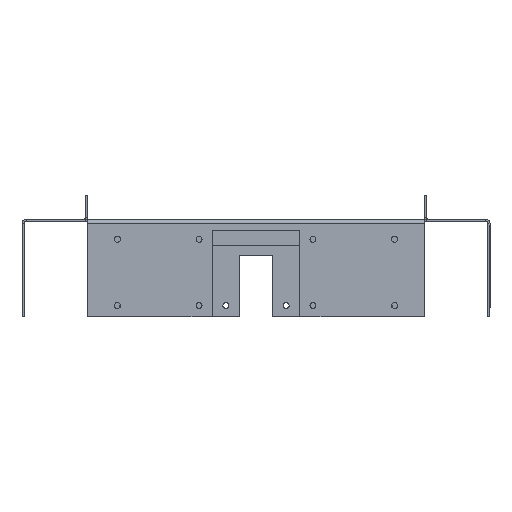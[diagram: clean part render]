
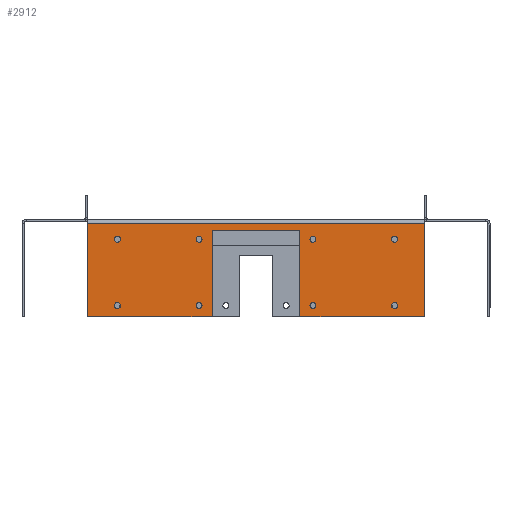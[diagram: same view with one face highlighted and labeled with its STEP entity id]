
A CAD part, front view. The second image highlights one B-rep face of the part: STEP entity #2912.
In plain terms, the highlighted planar face has unit normal (0, -1, 0).
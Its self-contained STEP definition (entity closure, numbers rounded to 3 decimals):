
#71=PLANE('',#3165);
#286=LINE('',#4622,#550);
#290=LINE('',#4630,#554);
#293=LINE('',#4636,#557);
#296=LINE('',#4642,#560);
#303=LINE('',#4657,#567);
#305=LINE('',#4662,#569);
#309=LINE('',#4672,#573);
#311=LINE('',#4675,#575);
#550=VECTOR('',#3769,66.2);
#554=VECTOR('',#3775,65.475);
#557=VECTOR('',#3780,65.475);
#560=VECTOR('',#3785,94.2);
#567=VECTOR('',#3796,254.6);
#569=VECTOR('',#3804,70.475);
#573=VECTOR('',#3818,70.475);
#575=VECTOR('',#3822,94.2);
#711=FACE_BOUND('',#1097,.T.);
#712=FACE_BOUND('',#1098,.T.);
#713=FACE_BOUND('',#1099,.T.);
#714=FACE_BOUND('',#1100,.T.);
#715=FACE_BOUND('',#1101,.T.);
#716=FACE_BOUND('',#1102,.T.);
#717=FACE_BOUND('',#1103,.T.);
#718=FACE_BOUND('',#1104,.T.);
#880=FACE_OUTER_BOUND('',#1096,.T.);
#1096=EDGE_LOOP('',(#2442,#2443,#2444,#2445,#2446,#2447,#2448,#2449));
#1097=EDGE_LOOP('',(#2450));
#1098=EDGE_LOOP('',(#2451));
#1099=EDGE_LOOP('',(#2452));
#1100=EDGE_LOOP('',(#2453));
#1101=EDGE_LOOP('',(#2454));
#1102=EDGE_LOOP('',(#2455));
#1103=EDGE_LOOP('',(#2456));
#1104=EDGE_LOOP('',(#2457));
#1307=CIRCLE('',#3128,2.25);
#1309=CIRCLE('',#3131,2.25);
#1311=CIRCLE('',#3134,2.25);
#1313=CIRCLE('',#3137,2.25);
#1315=CIRCLE('',#3140,2.25);
#1317=CIRCLE('',#3143,2.25);
#1319=CIRCLE('',#3146,2.25);
#1321=CIRCLE('',#3149,2.25);
#1539=VERTEX_POINT('',#4582);
#1541=VERTEX_POINT('',#4587);
#1543=VERTEX_POINT('',#4592);
#1545=VERTEX_POINT('',#4597);
#1547=VERTEX_POINT('',#4602);
#1549=VERTEX_POINT('',#4607);
#1551=VERTEX_POINT('',#4612);
#1553=VERTEX_POINT('',#4617);
#1554=VERTEX_POINT('',#4620);
#1555=VERTEX_POINT('',#4621);
#1558=VERTEX_POINT('',#4629);
#1560=VERTEX_POINT('',#4635);
#1562=VERTEX_POINT('',#4641);
#1567=VERTEX_POINT('',#4655);
#1568=VERTEX_POINT('',#4656);
#1569=VERTEX_POINT('',#4671);
#1855=EDGE_CURVE('',#1539,#1539,#1307,.T.);
#1857=EDGE_CURVE('',#1541,#1541,#1309,.T.);
#1859=EDGE_CURVE('',#1543,#1543,#1311,.T.);
#1861=EDGE_CURVE('',#1545,#1545,#1313,.T.);
#1863=EDGE_CURVE('',#1547,#1547,#1315,.T.);
#1865=EDGE_CURVE('',#1549,#1549,#1317,.T.);
#1867=EDGE_CURVE('',#1551,#1551,#1319,.T.);
#1869=EDGE_CURVE('',#1553,#1553,#1321,.T.);
#1870=EDGE_CURVE('',#1554,#1555,#286,.T.);
#1874=EDGE_CURVE('',#1558,#1554,#290,.T.);
#1877=EDGE_CURVE('',#1555,#1560,#293,.T.);
#1880=EDGE_CURVE('',#1558,#1562,#296,.T.);
#1887=EDGE_CURVE('',#1567,#1568,#303,.T.);
#1891=EDGE_CURVE('',#1562,#1568,#305,.T.);
#1897=EDGE_CURVE('',#1567,#1569,#309,.T.);
#1899=EDGE_CURVE('',#1569,#1560,#311,.T.);
#2442=ORIENTED_EDGE('',*,*,#1877,.T.);
#2443=ORIENTED_EDGE('',*,*,#1899,.F.);
#2444=ORIENTED_EDGE('',*,*,#1897,.F.);
#2445=ORIENTED_EDGE('',*,*,#1887,.T.);
#2446=ORIENTED_EDGE('',*,*,#1891,.F.);
#2447=ORIENTED_EDGE('',*,*,#1880,.F.);
#2448=ORIENTED_EDGE('',*,*,#1874,.T.);
#2449=ORIENTED_EDGE('',*,*,#1870,.T.);
#2450=ORIENTED_EDGE('',*,*,#1855,.T.);
#2451=ORIENTED_EDGE('',*,*,#1857,.T.);
#2452=ORIENTED_EDGE('',*,*,#1859,.T.);
#2453=ORIENTED_EDGE('',*,*,#1861,.T.);
#2454=ORIENTED_EDGE('',*,*,#1863,.T.);
#2455=ORIENTED_EDGE('',*,*,#1865,.T.);
#2456=ORIENTED_EDGE('',*,*,#1867,.T.);
#2457=ORIENTED_EDGE('',*,*,#1869,.T.);
#2912=ADVANCED_FACE('',(#880,#711,#712,#713,#714,#715,#716,#717,#718),#71,
 .T.);
#3128=AXIS2_PLACEMENT_3D('',#4583,#3723,#3724);
#3131=AXIS2_PLACEMENT_3D('',#4588,#3729,#3730);
#3134=AXIS2_PLACEMENT_3D('',#4593,#3735,#3736);
#3137=AXIS2_PLACEMENT_3D('',#4598,#3741,#3742);
#3140=AXIS2_PLACEMENT_3D('',#4603,#3747,#3748);
#3143=AXIS2_PLACEMENT_3D('',#4608,#3753,#3754);
#3146=AXIS2_PLACEMENT_3D('',#4613,#3759,#3760);
#3149=AXIS2_PLACEMENT_3D('',#4618,#3765,#3766);
#3165=AXIS2_PLACEMENT_3D('',#4676,#3823,#3824);
#3723=DIRECTION('center_axis',(0.,1.,0.));
#3724=DIRECTION('ref_axis',(-1.,0.,0.));
#3729=DIRECTION('center_axis',(0.,1.,0.));
#3730=DIRECTION('ref_axis',(-1.,0.,0.));
#3735=DIRECTION('center_axis',(0.,1.,0.));
#3736=DIRECTION('ref_axis',(-1.,0.,0.));
#3741=DIRECTION('center_axis',(0.,1.,0.));
#3742=DIRECTION('ref_axis',(-1.,0.,0.));
#3747=DIRECTION('center_axis',(0.,1.,0.));
#3748=DIRECTION('ref_axis',(-1.,0.,0.));
#3753=DIRECTION('center_axis',(0.,1.,0.));
#3754=DIRECTION('ref_axis',(-1.,0.,0.));
#3759=DIRECTION('center_axis',(0.,1.,0.));
#3760=DIRECTION('ref_axis',(-1.,0.,0.));
#3765=DIRECTION('center_axis',(0.,1.,0.));
#3766=DIRECTION('ref_axis',(-1.,0.,0.));
#3769=DIRECTION('',(1.,0.,0.));
#3775=DIRECTION('',(0.,0.,1.));
#3780=DIRECTION('',(0.,0.,-1.));
#3785=DIRECTION('',(-1.,0.,0.));
#3796=DIRECTION('',(-1.,0.,0.));
#3804=DIRECTION('',(0.,0.,1.));
#3818=DIRECTION('',(0.,0.,-1.));
#3822=DIRECTION('',(-1.,0.,0.));
#3823=DIRECTION('center_axis',(0.,-1.,0.));
#3824=DIRECTION('ref_axis',(1.,0.,0.));
#4582=CARTESIAN_POINT('',(106.781,-329.106,-63.413));
#4583=CARTESIAN_POINT('Origin',(104.531,-329.106,-63.413));
#4587=CARTESIAN_POINT('',(45.25,-329.106,-63.413));
#4588=CARTESIAN_POINT('Origin',(43.,-329.106,-63.413));
#4592=CARTESIAN_POINT('',(-40.75,-329.106,-63.413));
#4593=CARTESIAN_POINT('Origin',(-43.,-329.106,-63.413));
#4597=CARTESIAN_POINT('',(-40.75,-329.106,-13.413));
#4598=CARTESIAN_POINT('Origin',(-43.,-329.106,-13.413));
#4602=CARTESIAN_POINT('',(-102.281,-329.106,-13.413));
#4603=CARTESIAN_POINT('Origin',(-104.531,-329.106,-13.413));
#4607=CARTESIAN_POINT('',(-102.281,-329.106,-63.413));
#4608=CARTESIAN_POINT('Origin',(-104.531,-329.106,-63.413));
#4612=CARTESIAN_POINT('',(45.25,-329.106,-13.413));
#4613=CARTESIAN_POINT('Origin',(43.,-329.106,-13.413));
#4617=CARTESIAN_POINT('',(106.781,-329.106,-13.413));
#4618=CARTESIAN_POINT('Origin',(104.531,-329.106,-13.413));
#4620=CARTESIAN_POINT('',(-33.1,-329.106,-6.587));
#4621=CARTESIAN_POINT('',(33.1,-329.106,-6.587));
#4622=CARTESIAN_POINT('',(-16.55,-329.106,-6.587));
#4629=CARTESIAN_POINT('',(-33.1,-329.106,-72.063));
#4630=CARTESIAN_POINT('',(-33.1,-329.106,-53.546));
#4635=CARTESIAN_POINT('',(33.1,-329.106,-72.063));
#4636=CARTESIAN_POINT('',(33.1,-329.106,-20.809));
#4641=CARTESIAN_POINT('',(-127.3,-329.106,-72.062));
#4642=CARTESIAN_POINT('',(127.3,-329.106,-72.063));
#4655=CARTESIAN_POINT('',(127.3,-329.106,-1.587));
#4656=CARTESIAN_POINT('',(-127.3,-329.106,-1.587));
#4657=CARTESIAN_POINT('',(0.,-329.106,-1.587));
#4662=CARTESIAN_POINT('',(-127.3,-329.106,5.594));
#4671=CARTESIAN_POINT('',(127.3,-329.106,-72.063));
#4672=CARTESIAN_POINT('',(127.3,-329.106,-1.588));
#4675=CARTESIAN_POINT('',(127.3,-329.106,-72.063));
#4676=CARTESIAN_POINT('Origin',(0.,-329.106,-35.03));
